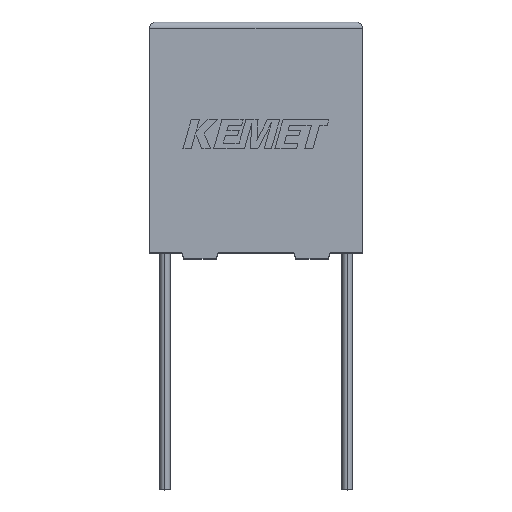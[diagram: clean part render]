
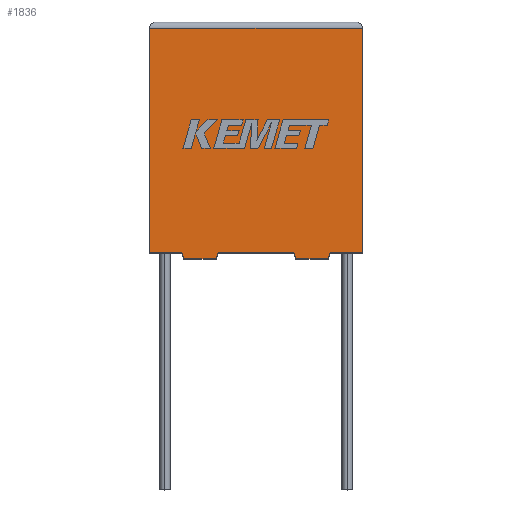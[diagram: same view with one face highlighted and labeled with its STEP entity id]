
A CAD part, top view. The second image highlights one B-rep face of the part: STEP entity #1836.
In plain terms, the highlighted planar face has unit normal (0, 0, 1).
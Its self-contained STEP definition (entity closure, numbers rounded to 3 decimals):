
#2 = ORIENTED_EDGE ( 'NONE', *, *, #2218, .F. ) ;
#43 = VERTEX_POINT ( 'NONE', #2852 ) ;
#63 = DIRECTION ( 'NONE',  ( -1., 0., 0. ) ) ;
#83 = PLANE ( 'NONE',  #2160 ) ;
#110 = VECTOR ( 'NONE', #2374, 1000. ) ;
#147 = EDGE_CURVE ( 'NONE', #156, #2348, #1517, .T. ) ;
#156 = VERTEX_POINT ( 'NONE', #1902 ) ;
#170 = CARTESIAN_POINT ( 'NONE',  ( 14.85, 0., 11.5 ) ) ;
#174 = CARTESIAN_POINT ( 'NONE',  ( 14.85, 0., 11.5 ) ) ;
#177 = CARTESIAN_POINT ( 'NONE',  ( 0., 0., 11.5 ) ) ;
#226 = EDGE_CURVE ( 'NONE', #362, #1359, #1010, .T. ) ;
#252 = ORIENTED_EDGE ( 'NONE', *, *, #778, .T. ) ;
#256 = VECTOR ( 'NONE', #63, 1000. ) ;
#277 = DIRECTION ( 'NONE',  ( 0.287, 0.958, 0. ) ) ;
#303 = CARTESIAN_POINT ( 'NONE',  ( 5.478, -0.5, 11.5 ) ) ;
#362 = VERTEX_POINT ( 'NONE', #1707 ) ;
#375 = CARTESIAN_POINT ( 'NONE',  ( 0., 0., 11.5 ) ) ;
#391 = LINE ( 'NONE', #1121, #2388 ) ;
#407 = VECTOR ( 'NONE', #1772, 1000. ) ;
#415 = LINE ( 'NONE', #712, #456 ) ;
#456 = VECTOR ( 'NONE', #2965, 1000. ) ;
#460 = EDGE_CURVE ( 'NONE', #2478, #362, #2480, .T. ) ;
#537 = VERTEX_POINT ( 'NONE', #1651 ) ;
#539 = ORIENTED_EDGE ( 'NONE', *, *, #2243, .T. ) ;
#553 = VERTEX_POINT ( 'NONE', #170 ) ;
#635 = DIRECTION ( 'NONE',  ( 1., 0., 0. ) ) ;
#675 = CARTESIAN_POINT ( 'NONE',  ( 0., 18.5, 11.5 ) ) ;
#712 = CARTESIAN_POINT ( 'NONE',  ( 17.5, 0., 11.5 ) ) ;
#778 = EDGE_CURVE ( 'NONE', #537, #2478, #873, .T. ) ;
#799 = ORIENTED_EDGE ( 'NONE', *, *, #147, .T. ) ;
#813 = LINE ( 'NONE', #3016, #256 ) ;
#873 = LINE ( 'NONE', #1734, #2737 ) ;
#957 = ORIENTED_EDGE ( 'NONE', *, *, #460, .T. ) ;
#1010 = LINE ( 'NONE', #375, #2835 ) ;
#1121 = CARTESIAN_POINT ( 'NONE',  ( 0., 0., 11.5 ) ) ;
#1135 = DIRECTION ( 'NONE',  ( 0.287, -0.958, 0. ) ) ;
#1187 = DIRECTION ( 'NONE',  ( -0.287, -0.958, 0. ) ) ;
#1263 = EDGE_CURVE ( 'NONE', #553, #2028, #391, .T. ) ;
#1279 = EDGE_CURVE ( 'NONE', #553, #43, #2732, .T. ) ;
#1313 = CARTESIAN_POINT ( 'NONE',  ( 11.873, 0., 11.5 ) ) ;
#1358 = CARTESIAN_POINT ( 'NONE',  ( 17.5, 0., 11.5 ) ) ;
#1359 = VERTEX_POINT ( 'NONE', #1313 ) ;
#1394 = CARTESIAN_POINT ( 'NONE',  ( 0., 18.5, 11.5 ) ) ;
#1404 = FACE_OUTER_BOUND ( 'NONE', #2982, .T. ) ;
#1444 = ORIENTED_EDGE ( 'NONE', *, *, #1279, .F. ) ;
#1446 = DIRECTION ( 'NONE',  ( 1., 0., 0. ) ) ;
#1504 = VECTOR ( 'NONE', #1620, 1000. ) ;
#1517 = LINE ( 'NONE', #1394, #110 ) ;
#1620 = DIRECTION ( 'NONE',  ( 1., 0., 0. ) ) ;
#1651 = CARTESIAN_POINT ( 'NONE',  ( 2.8, -0.5, 11.5 ) ) ;
#1700 = EDGE_CURVE ( 'NONE', #2594, #2979, #2449, .T. ) ;
#1707 = CARTESIAN_POINT ( 'NONE',  ( 5.628, 0., 11.5 ) ) ;
#1734 = CARTESIAN_POINT ( 'NONE',  ( 2.8, -0.5, 11.5 ) ) ;
#1772 = DIRECTION ( 'NONE',  ( 0., -1., 0. ) ) ;
#1836 = ADVANCED_FACE ( 'NONE', ( #1404 ), #83, .F. ) ;
#1902 = CARTESIAN_POINT ( 'NONE',  ( 17.5, 18.5, 11.5 ) ) ;
#1940 = CARTESIAN_POINT ( 'NONE',  ( 0., 0., 11.5 ) ) ;
#2003 = CARTESIAN_POINT ( 'NONE',  ( 0., 0., 11.5 ) ) ;
#2028 = VERTEX_POINT ( 'NONE', #1358 ) ;
#2037 = ORIENTED_EDGE ( 'NONE', *, *, #2562, .F. ) ;
#2050 = VECTOR ( 'NONE', #2105, 1000. ) ;
#2081 = CARTESIAN_POINT ( 'NONE',  ( 0., 0., 11.5 ) ) ;
#2105 = DIRECTION ( 'NONE',  ( -0.287, 0.958, 0. ) ) ;
#2131 = CARTESIAN_POINT ( 'NONE',  ( 12.023, -0.5, 11.5 ) ) ;
#2160 = AXIS2_PLACEMENT_3D ( 'NONE', #2081, #2340, #2839 ) ;
#2218 = EDGE_CURVE ( 'NONE', #3140, #1359, #2329, .T. ) ;
#2243 = EDGE_CURVE ( 'NONE', #2979, #537, #2491, .T. ) ;
#2306 = ORIENTED_EDGE ( 'NONE', *, *, #1263, .T. ) ;
#2329 = LINE ( 'NONE', #2131, #2050 ) ;
#2340 = DIRECTION ( 'NONE',  ( 0., 0., -1. ) ) ;
#2348 = VERTEX_POINT ( 'NONE', #675 ) ;
#2374 = DIRECTION ( 'NONE',  ( -1., 0., 0. ) ) ;
#2388 = VECTOR ( 'NONE', #635, 1000. ) ;
#2395 = ORIENTED_EDGE ( 'NONE', *, *, #1700, .T. ) ;
#2401 = ORIENTED_EDGE ( 'NONE', *, *, #226, .T. ) ;
#2415 = ORIENTED_EDGE ( 'NONE', *, *, #2897, .T. ) ;
#2423 = CARTESIAN_POINT ( 'NONE',  ( 5.478, -0.5, 11.5 ) ) ;
#2430 = CARTESIAN_POINT ( 'NONE',  ( 12.023, -0.5, 11.5 ) ) ;
#2449 = LINE ( 'NONE', #177, #1504 ) ;
#2478 = VERTEX_POINT ( 'NONE', #2423 ) ;
#2480 = LINE ( 'NONE', #303, #2906 ) ;
#2491 = LINE ( 'NONE', #3127, #2918 ) ;
#2525 = EDGE_CURVE ( 'NONE', #2028, #156, #415, .T. ) ;
#2562 = EDGE_CURVE ( 'NONE', #43, #3140, #813, .T. ) ;
#2594 = VERTEX_POINT ( 'NONE', #1940 ) ;
#2671 = ORIENTED_EDGE ( 'NONE', *, *, #2525, .T. ) ;
#2732 = LINE ( 'NONE', #174, #3053 ) ;
#2737 = VECTOR ( 'NONE', #3153, 1000. ) ;
#2827 = LINE ( 'NONE', #2003, #407 ) ;
#2835 = VECTOR ( 'NONE', #1446, 1000. ) ;
#2839 = DIRECTION ( 'NONE',  ( -1., 0., 0. ) ) ;
#2852 = CARTESIAN_POINT ( 'NONE',  ( 14.7, -0.5, 11.5 ) ) ;
#2897 = EDGE_CURVE ( 'NONE', #2348, #2594, #2827, .T. ) ;
#2904 = CARTESIAN_POINT ( 'NONE',  ( 2.65, 0., 11.5 ) ) ;
#2906 = VECTOR ( 'NONE', #277, 1000. ) ;
#2918 = VECTOR ( 'NONE', #1135, 1000. ) ;
#2965 = DIRECTION ( 'NONE',  ( 0., 1., 0. ) ) ;
#2979 = VERTEX_POINT ( 'NONE', #2904 ) ;
#2982 = EDGE_LOOP ( 'NONE', ( #2671, #799, #2415, #2395, #539, #252, #957, #2401, #2, #2037, #1444, #2306 ) ) ;
#3016 = CARTESIAN_POINT ( 'NONE',  ( 14.7, -0.5, 11.5 ) ) ;
#3053 = VECTOR ( 'NONE', #1187, 1000. ) ;
#3127 = CARTESIAN_POINT ( 'NONE',  ( 2.65, 0., 11.5 ) ) ;
#3140 = VERTEX_POINT ( 'NONE', #2430 ) ;
#3153 = DIRECTION ( 'NONE',  ( 1., 0., 0. ) ) ;
